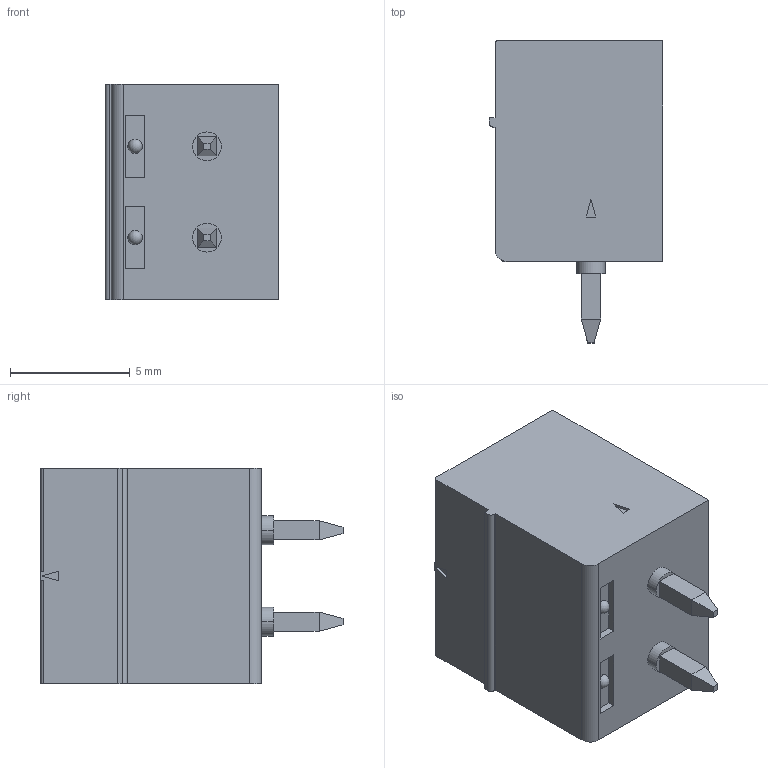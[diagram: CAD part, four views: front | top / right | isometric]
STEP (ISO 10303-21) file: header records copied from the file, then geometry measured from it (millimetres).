
FILE_DESCRIPTION(('STEP AP242'),'1');
FILE_NAME('1803426.stp','2021-02-02T17:13:34',('TraceParts'),('TraceParts S.A.'),'Spatial InterOp 3D',' ',' ');
FILE_SCHEMA(('AP242_MANAGED_MODEL_BASED_3D_ENGINEERING_MIM_LF {1 0 10303 442 1 1 4}'));
Length unit declared in the file: millimetre
Products named in the file (1): 1803426
Bounding box: 7.25 x 12.6 x 9.01 mm (x, y, z)
Volume: 365.5 mm3; surface area: 793.2 mm2
Topology: 1 solids, 1 shells, 177 faces, 449 edges, 290 vertices
Faces by surface type: plane 128, cylinder 43, cone 4, sphere 2
Entity records: 6725 total; most frequent: CARTESIAN_POINT 961, DIRECTION 891, ORIENTED_EDGE 890, EDGE_CURVE 445, LINE 347, VECTOR 347, VERTEX_POINT 290, AXIS2_PLACEMENT_3D 272
